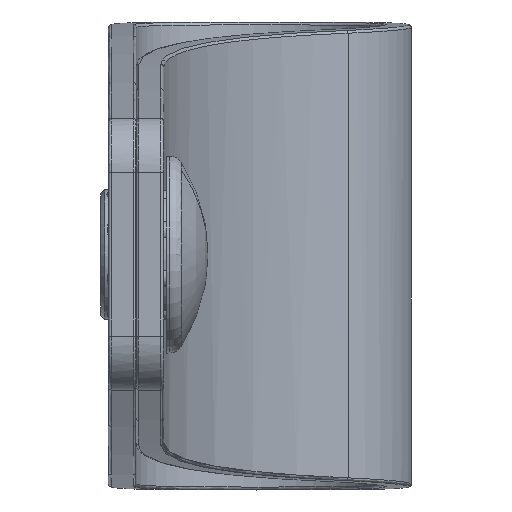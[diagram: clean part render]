
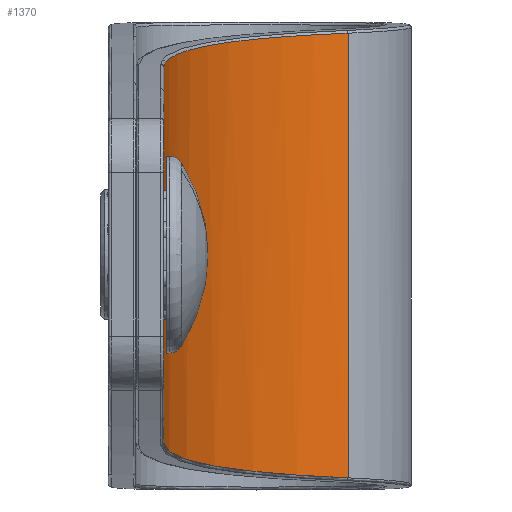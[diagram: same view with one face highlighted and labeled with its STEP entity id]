
A CAD part, top view. The second image highlights one B-rep face of the part: STEP entity #1370.
In plain terms, the highlighted cylindrical face has radius 31.996 mm (diameter 63.993 mm), a partial arc.
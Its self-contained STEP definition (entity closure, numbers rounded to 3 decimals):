
#440=CARTESIAN_POINT('',(17.401,-16.148,
19.948));
#450=VERTEX_POINT('',#440);
#480=CARTESIAN_POINT('',(17.401,-60.2,19.948));
#490=DIRECTION('',(0.,1.,0.));
#500=VECTOR('',#490,1.);
#510=LINE('',#480,#500);
#520=CARTESIAN_POINT('',(17.401,16.148,
19.948));
#530=VERTEX_POINT('',#520);
#540=EDGE_CURVE('',#450,#530,#510,.T.);
#890=CARTESIAN_POINT('',(36.007,-60.2,45.978));
#900=DIRECTION('',(0.,1.,0.));
#910=DIRECTION('',(0.,0.,1.));
#920=AXIS2_PLACEMENT_3D('',#890,#900,#910);
#930=CYLINDRICAL_SURFACE('',#920,31.996);
#940=ORIENTED_EDGE('',*,*,#540,.T.);
#950=CARTESIAN_POINT('',(4.011,-13.628,
45.979));
#960=CARTESIAN_POINT('',(4.011,-13.629,
45.969));
#970=CARTESIAN_POINT('',(4.011,-13.63,
45.96));
#980=CARTESIAN_POINT('',(4.013,-13.955,
43.53));
#990=CARTESIAN_POINT('',(4.29,-14.252,
41.113));
#1000=CARTESIAN_POINT('',(5.432,-14.809,
36.188));
#1010=CARTESIAN_POINT('',(6.34,-15.062,
33.708));
#1020=CARTESIAN_POINT('',(9.865,-15.695,
26.841));
#1030=CARTESIAN_POINT('',(13.237,-15.968,
22.929));
#1040=CARTESIAN_POINT('',(17.386,-16.148,
19.958));
#1050=CARTESIAN_POINT('',(17.393,-16.148,
19.953));
#1060=CARTESIAN_POINT('',(17.401,-16.148,
19.948));
#1070=B_SPLINE_CURVE_WITH_KNOTS('',3,(#950,#960,#970,#980,#990,#1000,
#1010,#1020,#1030,#1040,#1050,#1060),.UNSPECIFIED.,.F.,.F.,(4,2,2,2,2,4)
,(0.,0.028,7.374,15.319,
30.657,30.684),.UNSPECIFIED.);
#1080=CARTESIAN_POINT('',(4.011,-13.628,
45.979));
#1090=VERTEX_POINT('',#1080);
#1100=EDGE_CURVE('',#1090,#450,#1070,.T.);
#1110=ORIENTED_EDGE('',*,*,#1100,.T.);
#1120=CARTESIAN_POINT('',(4.011,-60.2,45.979));
#1130=DIRECTION('',(0.,1.,0.));
#1140=VECTOR('',#1130,1.);
#1150=LINE('',#1120,#1140);
#1160=CARTESIAN_POINT('',(4.011,13.628,
45.979));
#1170=VERTEX_POINT('',#1160);
#1180=EDGE_CURVE('',#1090,#1170,#1150,.T.);
#1190=ORIENTED_EDGE('',*,*,#1180,.F.);
#1200=CARTESIAN_POINT('',(17.401,16.148,
19.948));
#1210=CARTESIAN_POINT('',(17.393,16.148,
19.953));
#1220=CARTESIAN_POINT('',(17.386,16.148,
19.958));
#1230=CARTESIAN_POINT('',(13.242,15.969,
22.926));
#1240=CARTESIAN_POINT('',(9.873,15.696,
26.831));
#1250=CARTESIAN_POINT('',(6.347,15.063,
33.691));
#1260=CARTESIAN_POINT('',(5.438,14.811,
36.171));
#1270=CARTESIAN_POINT('',(4.291,14.254,
41.101));
#1280=CARTESIAN_POINT('',(4.013,13.956,
43.524));
#1290=CARTESIAN_POINT('',(4.011,13.63,
45.96));
#1300=CARTESIAN_POINT('',(4.011,13.629,
45.969));
#1310=CARTESIAN_POINT('',(4.011,13.628,
45.979));
#1320=B_SPLINE_CURVE_WITH_KNOTS('',3,(#1200,#1210,#1220,#1230,#1240,
#1250,#1260,#1270,#1280,#1290,#1300,#1310),.UNSPECIFIED.,.F.,.F.,(4,2,2,
2,2,4),(0.,0.028,15.346,23.291,
30.655,30.683),.UNSPECIFIED.);
#1330=EDGE_CURVE('',#530,#1170,#1320,.T.);
#1340=ORIENTED_EDGE('',*,*,#1330,.T.);
#1350=EDGE_LOOP('',(#1340,#1190,#1110,#940));
#1360=FACE_OUTER_BOUND('',#1350,.T.);
#1370=ADVANCED_FACE('',(#1360),#930,.F.);
